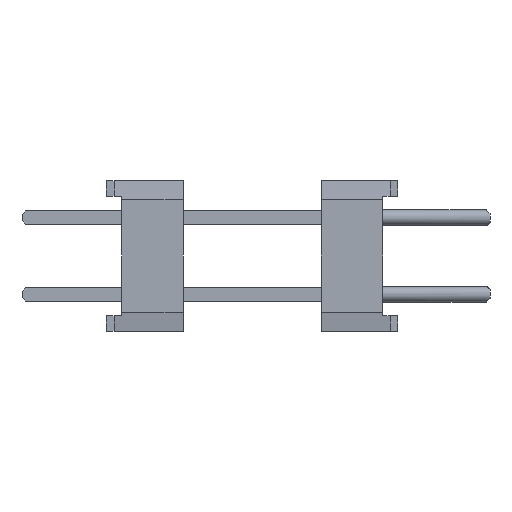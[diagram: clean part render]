
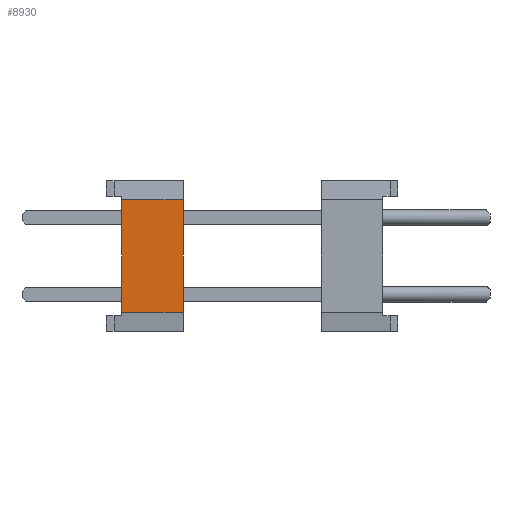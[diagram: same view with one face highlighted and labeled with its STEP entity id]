
A CAD part, left-side view. The second image highlights one B-rep face of the part: STEP entity #8930.
In plain terms, the highlighted planar face has unit normal (-1, 0, 0).
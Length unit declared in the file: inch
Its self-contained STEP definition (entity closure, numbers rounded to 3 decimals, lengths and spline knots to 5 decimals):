
#763=ORIENTED_EDGE('',*,*,#2891,.F.);
#764=ORIENTED_EDGE('',*,*,#3295,.T.);
#765=ORIENTED_EDGE('',*,*,#3132,.T.);
#766=ORIENTED_EDGE('',*,*,#3296,.F.);
#2891=EDGE_CURVE('',#4202,#4203,#5071,.T.);
#3132=EDGE_CURVE('',#4429,#4428,#5312,.T.);
#3295=EDGE_CURVE('',#4202,#4429,#5475,.T.);
#3296=EDGE_CURVE('',#4203,#4428,#5476,.T.);
#4202=VERTEX_POINT('',#12513);
#4203=VERTEX_POINT('',#12515);
#4428=VERTEX_POINT('',#12989);
#4429=VERTEX_POINT('',#12991);
#5071=LINE('',#12514,#6299);
#5312=LINE('',#12990,#6540);
#5475=LINE('',#13285,#6703);
#5476=LINE('',#13286,#6704);
#6299=VECTOR('',#10060,39.37008);
#6540=VECTOR('',#10319,39.37008);
#6703=VECTOR('',#10574,39.37008);
#6704=VECTOR('',#10575,39.37008);
#7490=EDGE_LOOP('',(#763,#764,#765,#766));
#8002=FACE_BOUND('',#7490,.T.);
#8482=PLANE('',#9420);
#8930=ADVANCED_FACE('',(#8002),#8482,.F.);
#9420=AXIS2_PLACEMENT_3D('',#13284,#10572,#10573);
#10060=DIRECTION('',(0.,0.,1.));
#10319=DIRECTION('',(0.,0.,1.));
#10572=DIRECTION('',(1.,0.,0.));
#10573=DIRECTION('',(0.,0.,-1.));
#10574=DIRECTION('',(0.,-1.,0.));
#10575=DIRECTION('',(0.,-1.,0.));
#12513=CARTESIAN_POINT('',(-0.2,0.1,-0.073));
#12514=CARTESIAN_POINT('',(-0.2,0.1,-0.098));
#12515=CARTESIAN_POINT('',(-0.2,0.1,0.073));
#12989=CARTESIAN_POINT('',(-0.2,0.02,0.073));
#12990=CARTESIAN_POINT('',(-0.2,0.02,-0.078));
#12991=CARTESIAN_POINT('',(-0.2,0.02,-0.073));
#13284=CARTESIAN_POINT('',(-0.2,0.1,-0.098));
#13285=CARTESIAN_POINT('',(-0.2,0.1,-0.073));
#13286=CARTESIAN_POINT('',(-0.2,0.1,0.073));
